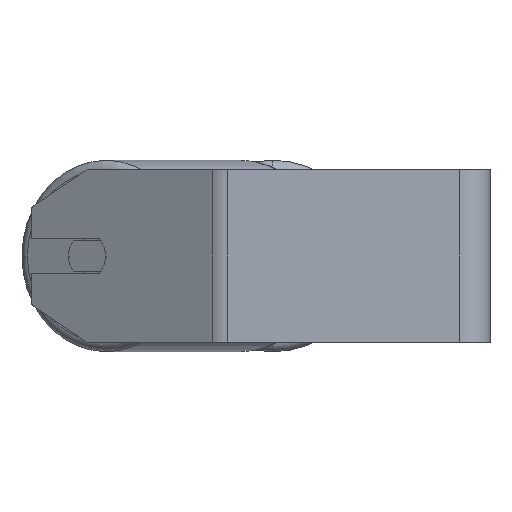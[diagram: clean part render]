
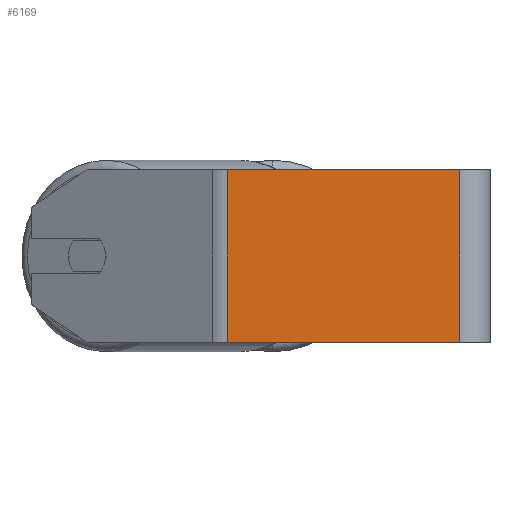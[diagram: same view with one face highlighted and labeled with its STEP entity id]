
A CAD part, left-side view. The second image highlights one B-rep face of the part: STEP entity #6169.
In plain terms, the highlighted planar face has unit normal (-1, 0, 0).
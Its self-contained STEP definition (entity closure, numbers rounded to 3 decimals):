
#418 = CARTESIAN_POINT ( 'NONE',  ( -270., 121.953, 40. ) ) ;
#419 = LINE ( 'NONE', #5626, #6892 ) ;
#475 = CARTESIAN_POINT ( 'NONE',  ( -270., 14., 40. ) ) ;
#1131 = CARTESIAN_POINT ( 'NONE',  ( -270., 125.705, 40. ) ) ;
#1178 = LINE ( 'NONE', #6937, #5400 ) ;
#1386 = EDGE_LOOP ( 'NONE', ( #5825, #1428, #5283, #7481 ) ) ;
#1428 = ORIENTED_EDGE ( 'NONE', *, *, #7218, .F. ) ;
#2365 = EDGE_CURVE ( 'NONE', #5720, #8257, #1178, .T. ) ;
#2396 = DIRECTION ( 'NONE',  ( 0., -1., 0. ) ) ;
#2467 = EDGE_CURVE ( 'NONE', #8257, #7177, #419, .T. ) ;
#2503 = CARTESIAN_POINT ( 'NONE',  ( -270., 14., -40. ) ) ;
#2816 = EDGE_CURVE ( 'NONE', #5720, #3625, #4882, .T. ) ;
#2871 = DIRECTION ( 'NONE',  ( 1., 0., 0. ) ) ;
#3361 = LINE ( 'NONE', #5969, #6418 ) ;
#3625 = VERTEX_POINT ( 'NONE', #475 ) ;
#3853 = DIRECTION ( 'NONE',  ( 0., 0., -1. ) ) ;
#4882 = LINE ( 'NONE', #8239, #6221 ) ;
#5077 = CARTESIAN_POINT ( 'NONE',  ( -270., 121.953, -40. ) ) ;
#5283 = ORIENTED_EDGE ( 'NONE', *, *, #2816, .F. ) ;
#5400 = VECTOR ( 'NONE', #8296, 1000. ) ;
#5626 = CARTESIAN_POINT ( 'NONE',  ( -270., 125.705, -40. ) ) ;
#5650 = FACE_OUTER_BOUND ( 'NONE', #1386, .T. ) ;
#5720 = VERTEX_POINT ( 'NONE', #418 ) ;
#5825 = ORIENTED_EDGE ( 'NONE', *, *, #2467, .T. ) ;
#5969 = CARTESIAN_POINT ( 'NONE',  ( -270., 14., 40. ) ) ;
#6169 = ADVANCED_FACE ( 'NONE', ( #5650 ), #8238, .F. ) ;
#6221 = VECTOR ( 'NONE', #2396, 1000. ) ;
#6418 = VECTOR ( 'NONE', #7877, 1000. ) ;
#6892 = VECTOR ( 'NONE', #8212, 1000. ) ;
#6937 = CARTESIAN_POINT ( 'NONE',  ( -270., 121.953, 40. ) ) ;
#7177 = VERTEX_POINT ( 'NONE', #2503 ) ;
#7218 = EDGE_CURVE ( 'NONE', #3625, #7177, #3361, .T. ) ;
#7481 = ORIENTED_EDGE ( 'NONE', *, *, #2365, .T. ) ;
#7877 = DIRECTION ( 'NONE',  ( 0., 0., -1. ) ) ;
#8160 = AXIS2_PLACEMENT_3D ( 'NONE', #1131, #2871, #3853 ) ;
#8212 = DIRECTION ( 'NONE',  ( 0., -1., 0. ) ) ;
#8238 = PLANE ( 'NONE',  #8160 ) ;
#8239 = CARTESIAN_POINT ( 'NONE',  ( -270., 125.705, 40. ) ) ;
#8257 = VERTEX_POINT ( 'NONE', #5077 ) ;
#8296 = DIRECTION ( 'NONE',  ( 0., 0., -1. ) ) ;
